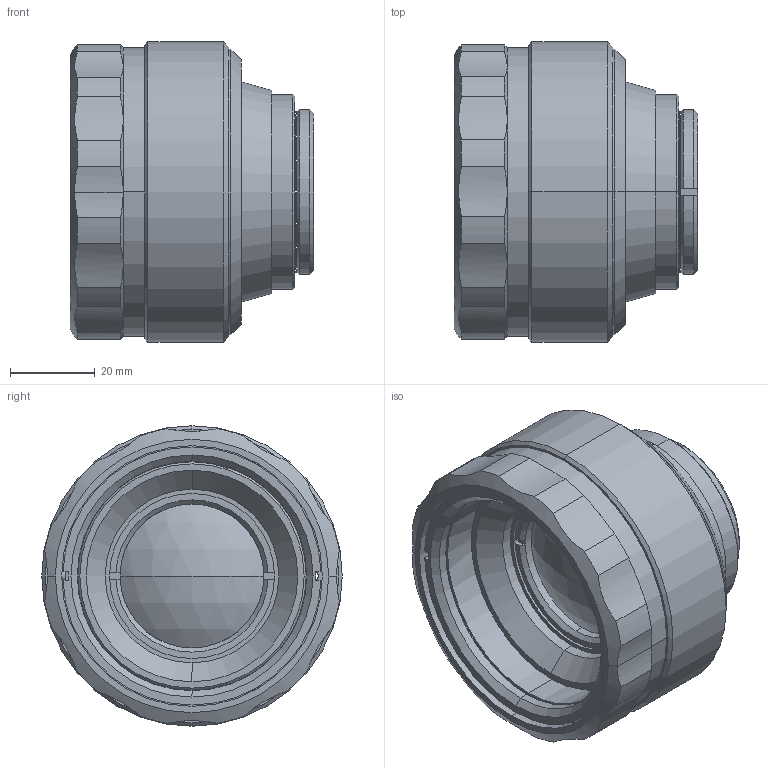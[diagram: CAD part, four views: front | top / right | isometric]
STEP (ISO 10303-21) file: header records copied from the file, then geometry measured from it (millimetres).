
FILE_DESCRIPTION (( 'STEP AP214' ), '1' );
FILE_NAME ('LW03514.STEP', '2016-03-14T08:50:15', ( '' ), ( '' ), 'SwSTEP 2.0', 'SolidWorks 2015', '' );
FILE_SCHEMA (( 'AUTOMOTIVE_DESIGN' ));
Length unit declared in the file: millimetre
Products named in the file (1): LW03514
Bounding box: 57.62 x 71 x 71 mm (x, y, z)
Surface area: 38147.6 mm2 (no closed solid volume)
Topology: 0 solids, 11 shells, 143 faces, 385 edges, 258 vertices
Faces by surface type: cylinder 70, plane 36, cone 35, sphere 2
Entity records: 6541 total; most frequent: CARTESIAN_POINT 1327, DIRECTION 798, ORIENTED_EDGE 679, EDGE_CURVE 385, AXIS2_PLACEMENT_3D 325, VERTEX_POINT 258, CIRCLE 181, EDGE_LOOP 170
